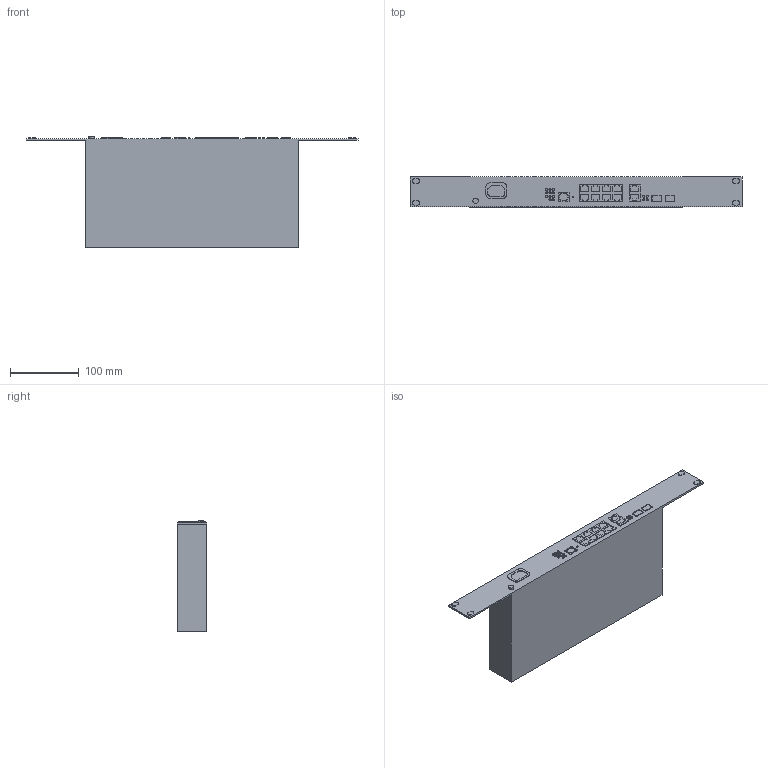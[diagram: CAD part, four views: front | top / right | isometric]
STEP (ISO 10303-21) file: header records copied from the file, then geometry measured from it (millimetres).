
FILE_DESCRIPTION (( 'STEP AP203' ), '1' );
FILE_NAME ('MES2308R_AC.STEP', '2022-09-23T10:09:16', ( '' ), ( '' ), 'SwSTEP 2.0', 'SolidWorks 2021', '' );
FILE_SCHEMA (( 'CONFIG_CONTROL_DESIGN' ));
Length unit declared in the file: millimetre
Products named in the file (1): MES2308R_AC
Bounding box: 482.6 x 43.6 x 161.2 mm (x, y, z)
Volume: 2158893.2 mm3; surface area: 156341.9 mm2
Topology: 1 solids, 1 shells, 361 faces, 954 edges, 636 vertices
Faces by surface type: plane 297, cylinder 64
Entity records: 11133 total; most frequent: CARTESIAN_POINT 1952, ORIENTED_EDGE 1908, DIRECTION 1806, EDGE_CURVE 954, LINE 826, VECTOR 826, VERTEX_POINT 636, AXIS2_PLACEMENT_3D 490
